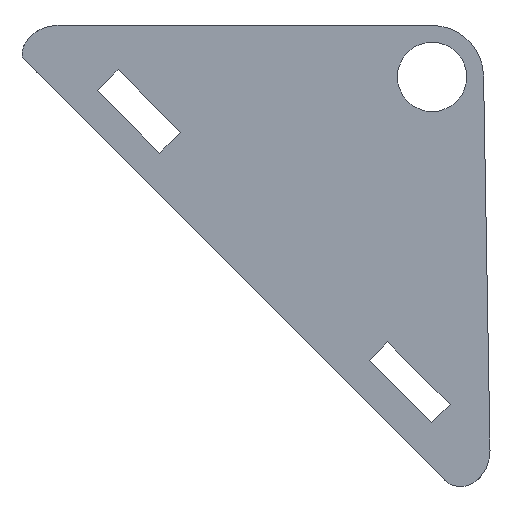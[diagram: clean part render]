
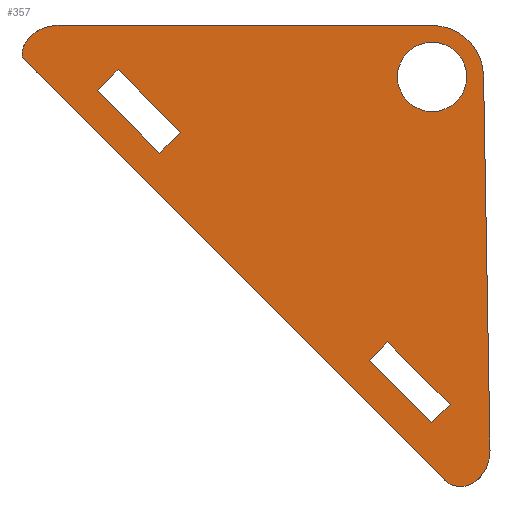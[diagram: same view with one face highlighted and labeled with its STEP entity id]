
A CAD part, front view. The second image highlights one B-rep face of the part: STEP entity #357.
In plain terms, the highlighted planar face has unit normal (0, -1, 0).
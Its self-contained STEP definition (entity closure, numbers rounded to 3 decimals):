
#20=FACE_BOUND('',#132,.T.);
#21=FACE_BOUND('',#133,.T.);
#22=FACE_BOUND('',#134,.T.);
#26=CIRCLE('',#398,3.5);
#27=CIRCLE('',#399,2.35);
#30=LINE('',#599,#63);
#33=LINE('',#605,#66);
#34=LINE('',#624,#67);
#35=LINE('',#628,#68);
#36=LINE('',#630,#69);
#37=LINE('',#632,#70);
#38=LINE('',#633,#71);
#39=LINE('',#636,#72);
#40=LINE('',#638,#73);
#41=LINE('',#640,#74);
#42=LINE('',#641,#75);
#63=VECTOR('',#427,10.);
#66=VECTOR('',#432,10.);
#67=VECTOR('',#433,10.);
#68=VECTOR('',#436,10.);
#69=VECTOR('',#437,10.);
#70=VECTOR('',#438,10.);
#71=VECTOR('',#439,10.);
#72=VECTOR('',#440,10.);
#73=VECTOR('',#441,10.);
#74=VECTOR('',#442,10.);
#75=VECTOR('',#443,10.);
#97=PLANE('',#397);
#112=FACE_OUTER_BOUND('',#131,.T.);
#131=EDGE_LOOP('',(#261,#262,#263,#264,#265,#266));
#132=EDGE_LOOP('',(#267,#268,#269,#270));
#133=EDGE_LOOP('',(#271,#272,#273,#274));
#134=EDGE_LOOP('',(#275));
#158=B_SPLINE_CURVE_WITH_KNOTS('',3,(#549,#550,#551,#552,#553,#554,#555,
#556,#557,#558,#559,#560,#561,#562),.UNSPECIFIED.,.F.,.F.,(4,2,2,2,2,2,
4),(0.126,0.141,0.201,0.269,
0.356,0.423,0.491),.UNSPECIFIED.);
#162=B_SPLINE_CURVE_WITH_KNOTS('',3,(#607,#608,#609,#610,#611,#612,#613,
#614,#615,#616,#617,#618,#619,#620,#621,#622),.UNSPECIFIED.,.F.,.F.,(4,
2,2,2,2,2,2,4),(0.,0.104,0.21,0.293,
0.361,0.427,0.47,0.473),
 .UNSPECIFIED.);
#166=VERTEX_POINT('',#547);
#167=VERTEX_POINT('',#548);
#172=VERTEX_POINT('',#598);
#174=VERTEX_POINT('',#604);
#175=VERTEX_POINT('',#606);
#176=VERTEX_POINT('',#623);
#177=VERTEX_POINT('',#626);
#178=VERTEX_POINT('',#627);
#179=VERTEX_POINT('',#629);
#180=VERTEX_POINT('',#631);
#181=VERTEX_POINT('',#634);
#182=VERTEX_POINT('',#635);
#183=VERTEX_POINT('',#637);
#184=VERTEX_POINT('',#639);
#185=VERTEX_POINT('',#642);
#200=EDGE_CURVE('',#166,#167,#158,.T.);
#206=EDGE_CURVE('',#172,#167,#30,.T.);
#209=EDGE_CURVE('',#166,#174,#33,.T.);
#210=EDGE_CURVE('',#175,#174,#162,.T.);
#211=EDGE_CURVE('',#175,#176,#34,.T.);
#212=EDGE_CURVE('',#176,#172,#26,.T.);
#213=EDGE_CURVE('',#177,#178,#35,.T.);
#214=EDGE_CURVE('',#178,#179,#36,.T.);
#215=EDGE_CURVE('',#179,#180,#37,.T.);
#216=EDGE_CURVE('',#180,#177,#38,.T.);
#217=EDGE_CURVE('',#181,#182,#39,.T.);
#218=EDGE_CURVE('',#182,#183,#40,.T.);
#219=EDGE_CURVE('',#183,#184,#41,.T.);
#220=EDGE_CURVE('',#184,#181,#42,.T.);
#221=EDGE_CURVE('',#185,#185,#27,.T.);
#261=ORIENTED_EDGE('',*,*,#200,.F.);
#262=ORIENTED_EDGE('',*,*,#209,.T.);
#263=ORIENTED_EDGE('',*,*,#210,.F.);
#264=ORIENTED_EDGE('',*,*,#211,.T.);
#265=ORIENTED_EDGE('',*,*,#212,.T.);
#266=ORIENTED_EDGE('',*,*,#206,.T.);
#267=ORIENTED_EDGE('',*,*,#213,.T.);
#268=ORIENTED_EDGE('',*,*,#214,.T.);
#269=ORIENTED_EDGE('',*,*,#215,.T.);
#270=ORIENTED_EDGE('',*,*,#216,.T.);
#271=ORIENTED_EDGE('',*,*,#217,.T.);
#272=ORIENTED_EDGE('',*,*,#218,.T.);
#273=ORIENTED_EDGE('',*,*,#219,.T.);
#274=ORIENTED_EDGE('',*,*,#220,.T.);
#275=ORIENTED_EDGE('',*,*,#221,.T.);
#357=ADVANCED_FACE('',(#112,#20,#21,#22),#97,.F.);
#397=AXIS2_PLACEMENT_3D('',#603,#430,#431);
#398=AXIS2_PLACEMENT_3D('',#625,#434,#435);
#399=AXIS2_PLACEMENT_3D('',#643,#444,#445);
#427=DIRECTION('',(-1.,0.,0.));
#430=DIRECTION('center_axis',(0.,1.,0.));
#431=DIRECTION('ref_axis',(0.,0.,1.));
#432=DIRECTION('',(0.707,0.,-0.707));
#433=DIRECTION('',(-0.017,0.,1.));
#434=DIRECTION('center_axis',(0.,-1.,0.));
#435=DIRECTION('ref_axis',(1.,0.,0.));
#436=DIRECTION('',(-0.707,0.,-0.707));
#437=DIRECTION('',(-0.707,0.,0.707));
#438=DIRECTION('',(0.707,0.,0.707));
#439=DIRECTION('',(0.707,0.,-0.707));
#440=DIRECTION('',(-0.707,0.,-0.707));
#441=DIRECTION('',(-0.707,0.,0.707));
#442=DIRECTION('',(0.707,0.,0.707));
#443=DIRECTION('',(0.707,0.,-0.707));
#444=DIRECTION('center_axis',(0.,1.,0.));
#445=DIRECTION('ref_axis',(1.,0.,0.));
#547=CARTESIAN_POINT('',(-27.843,0.,1.343));
#548=CARTESIAN_POINT('',(-25.403,0.,3.5));
#549=CARTESIAN_POINT('Ctrl Pts',(-27.843,0.,
1.343));
#550=CARTESIAN_POINT('Ctrl Pts',(-27.848,0.,
1.392));
#551=CARTESIAN_POINT('Ctrl Pts',(-27.85,0.,
1.442));
#552=CARTESIAN_POINT('Ctrl Pts',(-27.852,0.,1.69));
#553=CARTESIAN_POINT('Ctrl Pts',(-27.814,0.,
1.884));
#554=CARTESIAN_POINT('Ctrl Pts',(-27.66,0.,
2.28));
#555=CARTESIAN_POINT('Ctrl Pts',(-27.537,0.,2.472));
#556=CARTESIAN_POINT('Ctrl Pts',(-27.193,0.,
2.859));
#557=CARTESIAN_POINT('Ctrl Pts',(-26.956,0.,
3.04));
#558=CARTESIAN_POINT('Ctrl Pts',(-26.5,0.,
3.281));
#559=CARTESIAN_POINT('Ctrl Pts',(-26.29,0.,
3.362));
#560=CARTESIAN_POINT('Ctrl Pts',(-25.855,0.,
3.471));
#561=CARTESIAN_POINT('Ctrl Pts',(-25.629,0.,
3.5));
#562=CARTESIAN_POINT('Ctrl Pts',(-25.403,0.,
3.5));
#598=CARTESIAN_POINT('',(0.,0.,3.5));
#599=CARTESIAN_POINT('',(-6.494,0.,3.5));
#603=CARTESIAN_POINT('Origin',(0.,0.,0.));
#604=CARTESIAN_POINT('',(1.026,0.,-27.526));
#605=CARTESIAN_POINT('',(-21.494,0.,-5.006));
#606=CARTESIAN_POINT('',(3.936,0.,-25.339));
#607=CARTESIAN_POINT('Ctrl Pts',(3.936,0.,
-25.339));
#608=CARTESIAN_POINT('Ctrl Pts',(3.942,0.,
-25.686));
#609=CARTESIAN_POINT('Ctrl Pts',(3.881,0.,
-26.034));
#610=CARTESIAN_POINT('Ctrl Pts',(3.635,0.,-26.687));
#611=CARTESIAN_POINT('Ctrl Pts',(3.453,0.,
-26.983));
#612=CARTESIAN_POINT('Ctrl Pts',(3.051,0.,
-27.411));
#613=CARTESIAN_POINT('Ctrl Pts',(2.841,0.,
-27.57));
#614=CARTESIAN_POINT('Ctrl Pts',(2.412,0.,
-27.764));
#615=CARTESIAN_POINT('Ctrl Pts',(2.208,0.,-27.814));
#616=CARTESIAN_POINT('Ctrl Pts',(1.795,0.,-27.826));
#617=CARTESIAN_POINT('Ctrl Pts',(1.597,0.,
-27.792));
#618=CARTESIAN_POINT('Ctrl Pts',(1.281,0.,
-27.675));
#619=CARTESIAN_POINT('Ctrl Pts',(1.161,0.,-27.614));
#620=CARTESIAN_POINT('Ctrl Pts',(1.041,0.,-27.536));
#621=CARTESIAN_POINT('Ctrl Pts',(1.033,0.,
-27.531));
#622=CARTESIAN_POINT('Ctrl Pts',(1.026,0.,
-27.526));
#623=CARTESIAN_POINT('',(3.499,0.,0.06));
#624=CARTESIAN_POINT('',(3.877,0.,-21.875));
#625=CARTESIAN_POINT('Origin',(0.,0.,0.));
#626=CARTESIAN_POINT('',(1.225,0.,-22.241));
#627=CARTESIAN_POINT('',(-0.017,0.,-23.483));
#628=CARTESIAN_POINT('',(6.479,0.,-16.987));
#629=CARTESIAN_POINT('',(-4.259,0.,-19.24));
#630=CARTESIAN_POINT('',(-5.883,0.,-17.616));
#631=CARTESIAN_POINT('',(-3.017,0.,-17.998));
#632=CARTESIAN_POINT('',(1.615,0.,-13.365));
#633=CARTESIAN_POINT('',(-6.763,0.,-14.253));
#634=CARTESIAN_POINT('',(-17.084,0.,-3.759));
#635=CARTESIAN_POINT('',(-18.498,0.,-5.173));
#636=CARTESIAN_POINT('',(-11.873,0.,1.452));
#637=CARTESIAN_POINT('',(-22.741,0.,-0.931));
#638=CARTESIAN_POINT('',(-15.167,0.,-8.505));
#639=CARTESIAN_POINT('',(-21.327,0.,0.483));
#640=CARTESIAN_POINT('',(-16.823,0.,4.987));
#641=CARTESIAN_POINT('',(-15.874,0.,-4.969));
#642=CARTESIAN_POINT('',(-2.35,0.,0.));
#643=CARTESIAN_POINT('Origin',(0.,0.,0.));
